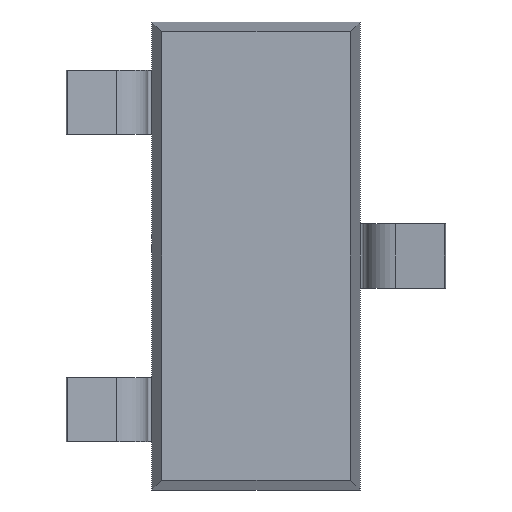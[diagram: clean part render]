
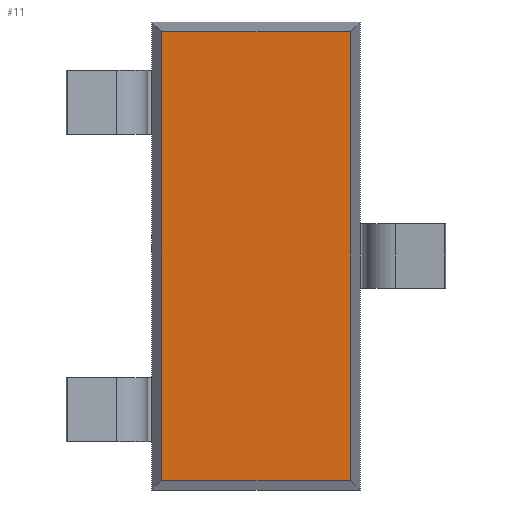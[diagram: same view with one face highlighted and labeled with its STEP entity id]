
A CAD part, front view. The second image highlights one B-rep face of the part: STEP entity #11.
In plain terms, the highlighted planar face has unit normal (0, -1, 0).
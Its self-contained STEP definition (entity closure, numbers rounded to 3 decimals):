
#5 = ORIENTED_EDGE ( 'NONE', *, *, #1465, .T. ) ;
#11 = ADVANCED_FACE ( 'NONE', ( #1486 ), #906, .T. ) ;
#31 = DIRECTION ( 'NONE',  ( 0., 0., -1. ) ) ;
#117 = ORIENTED_EDGE ( 'NONE', *, *, #660, .T. ) ;
#124 = VERTEX_POINT ( 'NONE', #984 ) ;
#164 = LINE ( 'NONE', #1230, #185 ) ;
#185 = VECTOR ( 'NONE', #1498, 1000. ) ;
#325 = VECTOR ( 'NONE', #1240, 1000. ) ;
#526 = CARTESIAN_POINT ( 'NONE',  ( -0.65, 0.1, -1.398 ) ) ;
#558 = DIRECTION ( 'NONE',  ( 0., 0., -1. ) ) ;
#625 = LINE ( 'NONE', #742, #1127 ) ;
#626 = VERTEX_POINT ( 'NONE', #699 ) ;
#648 = AXIS2_PLACEMENT_3D ( 'NONE', #772, #1075, #31 ) ;
#660 = EDGE_CURVE ( 'NONE', #626, #1070, #746, .T. ) ;
#677 = CARTESIAN_POINT ( 'NONE',  ( 0.588, 0.1, -1.398 ) ) ;
#698 = CARTESIAN_POINT ( 'NONE',  ( 0.65, 0.1, 1.398 ) ) ;
#699 = CARTESIAN_POINT ( 'NONE',  ( -0.588, 0.1, -1.398 ) ) ;
#742 = CARTESIAN_POINT ( 'NONE',  ( -0.588, 0.1, 1.46 ) ) ;
#746 = LINE ( 'NONE', #526, #1264 ) ;
#772 = CARTESIAN_POINT ( 'NONE',  ( 0., 0.1, 0. ) ) ;
#795 = EDGE_LOOP ( 'NONE', ( #117, #5, #969, #999 ) ) ;
#830 = LINE ( 'NONE', #698, #325 ) ;
#878 = CARTESIAN_POINT ( 'NONE',  ( -0.588, 0.1, 1.398 ) ) ;
#906 = PLANE ( 'NONE',  #648 ) ;
#969 = ORIENTED_EDGE ( 'NONE', *, *, #1245, .T. ) ;
#984 = CARTESIAN_POINT ( 'NONE',  ( 0.588, 0.1, 1.398 ) ) ;
#999 = ORIENTED_EDGE ( 'NONE', *, *, #1340, .T. ) ;
#1070 = VERTEX_POINT ( 'NONE', #677 ) ;
#1075 = DIRECTION ( 'NONE',  ( 0., -1., 0. ) ) ;
#1107 = DIRECTION ( 'NONE',  ( 1., 0., 0. ) ) ;
#1127 = VECTOR ( 'NONE', #558, 1000. ) ;
#1230 = CARTESIAN_POINT ( 'NONE',  ( 0.588, 0.1, -1.46 ) ) ;
#1240 = DIRECTION ( 'NONE',  ( -1., 0., 0. ) ) ;
#1245 = EDGE_CURVE ( 'NONE', #124, #1365, #830, .T. ) ;
#1264 = VECTOR ( 'NONE', #1107, 1000. ) ;
#1340 = EDGE_CURVE ( 'NONE', #1365, #626, #625, .T. ) ;
#1365 = VERTEX_POINT ( 'NONE', #878 ) ;
#1465 = EDGE_CURVE ( 'NONE', #1070, #124, #164, .T. ) ;
#1486 = FACE_OUTER_BOUND ( 'NONE', #795, .T. ) ;
#1498 = DIRECTION ( 'NONE',  ( 0., 0., 1. ) ) ;
